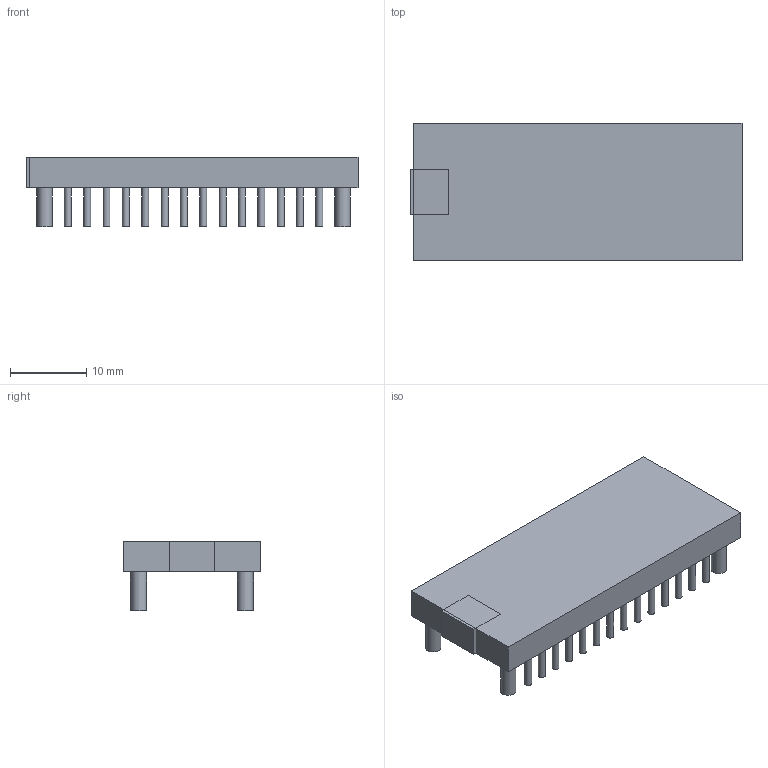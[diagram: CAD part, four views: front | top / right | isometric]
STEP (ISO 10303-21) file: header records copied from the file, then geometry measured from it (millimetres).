
FILE_DESCRIPTION(('FreeCAD Model'),'2;1');
FILE_NAME('546973.1.2.stp','2020-04-08T23:51:24',( 'Author'),(''),'Open CASCADE STEP processor 6.9','FreeCAD','Unknown' );
FILE_SCHEMA(('AUTOMOTIVE_DESIGN { 1 0 10303 214 1 1 1 1 }'));
Length unit declared in the file: millimetre
Products named in the file (3): ASSEMBLY; Body; Leads
Assembly tree (33 placements, depth 2):
  ASSEMBLY
    Body
    Leads  x32
Bounding box: 43.59 x 18 x 9.1 mm (x, y, z)
Surface area: 21327.1 mm2
Topology: 1026 solids, 1026 shells, 3084 faces, 3096 edges, 2064 vertices
Faces by surface type: plane 2060, cylinder 1024
Full cylindrical faces by diameter (mm): 0.91 x896, 2 x128
Entity records: 4166 total; most frequent: DIRECTION 708, CARTESIAN_POINT 582, ORIENTED_EDGE 240, PCURVE 240, DEFINITIONAL_REPRESENTATION 240, LINE 232, VECTOR 232, AXIS2_PLACEMENT_3D 206
